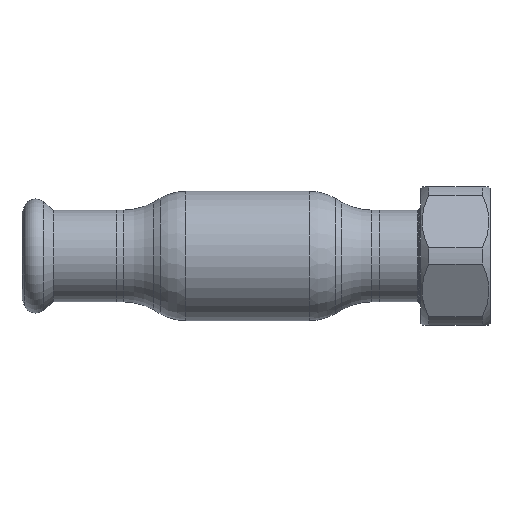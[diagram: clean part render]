
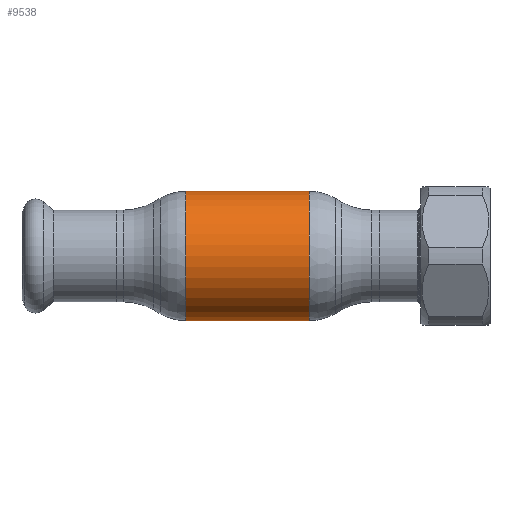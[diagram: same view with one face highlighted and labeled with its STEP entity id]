
A CAD part, front view. The second image highlights one B-rep face of the part: STEP entity #9538.
In plain terms, the highlighted cylindrical face has radius 15 mm (diameter 30 mm), a partial arc.
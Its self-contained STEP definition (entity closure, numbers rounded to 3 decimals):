
#1999 = EDGE_CURVE ( 'NONE', #39835, #10206, #51561, .T. ) ;
#3329 = CARTESIAN_POINT ( 'NONE',  ( -14.285, 0., -15. ) ) ;
#4164 = ORIENTED_EDGE ( 'NONE', *, *, #32845, .T. ) ;
#6049 = CIRCLE ( 'NONE', #58024, 15. ) ;
#6652 = CARTESIAN_POINT ( 'NONE',  ( -62.69, 0., -15. ) ) ;
#7667 = DIRECTION ( 'NONE',  ( -1., 0., 0. ) ) ;
#9244 = AXIS2_PLACEMENT_3D ( 'NONE', #34201, #14960, #29081 ) ;
#9477 = VERTEX_POINT ( 'NONE', #46684 ) ;
#9538 = ADVANCED_FACE ( 'NONE', ( #46992 ), #47294, .T. ) ;
#9661 = DIRECTION ( 'NONE',  ( 0., 0., 1. ) ) ;
#10206 = VERTEX_POINT ( 'NONE', #52011 ) ;
#10263 = DIRECTION ( 'NONE',  ( -1., 0., 0. ) ) ;
#10799 = ORIENTED_EDGE ( 'NONE', *, *, #18944, .F. ) ;
#12796 = CARTESIAN_POINT ( 'NONE',  ( -62.69, 0., 15. ) ) ;
#14960 = DIRECTION ( 'NONE',  ( -1., 0., 0. ) ) ;
#16660 = DIRECTION ( 'NONE',  ( 0., 0., 1. ) ) ;
#18944 = EDGE_CURVE ( 'NONE', #39835, #49726, #52776, .T. ) ;
#21770 = DIRECTION ( 'NONE',  ( -1., 0., 0. ) ) ;
#22935 = VECTOR ( 'NONE', #7667, 1000. ) ;
#25671 = CARTESIAN_POINT ( 'NONE',  ( -14.285, 0., 0. ) ) ;
#29081 = DIRECTION ( 'NONE',  ( 0., 0., 1. ) ) ;
#32845 = EDGE_CURVE ( 'NONE', #10206, #9477, #54075, .T. ) ;
#33365 = EDGE_LOOP ( 'NONE', ( #10799, #55624, #4164, #51247 ) ) ;
#34201 = CARTESIAN_POINT ( 'NONE',  ( 14.285, 0., 0. ) ) ;
#34961 = DIRECTION ( 'NONE',  ( -1., 0., 0. ) ) ;
#39835 = VERTEX_POINT ( 'NONE', #41115 ) ;
#41115 = CARTESIAN_POINT ( 'NONE',  ( 14.285, 0., -15. ) ) ;
#43208 = VECTOR ( 'NONE', #34961, 1000. ) ;
#44594 = AXIS2_PLACEMENT_3D ( 'NONE', #51516, #10263, #9661 ) ;
#46684 = CARTESIAN_POINT ( 'NONE',  ( -14.285, 0., 15. ) ) ;
#46992 = FACE_OUTER_BOUND ( 'NONE', #33365, .T. ) ;
#47294 = CYLINDRICAL_SURFACE ( 'NONE', #44594, 15. ) ;
#49726 = VERTEX_POINT ( 'NONE', #3329 ) ;
#51247 = ORIENTED_EDGE ( 'NONE', *, *, #55835, .F. ) ;
#51516 = CARTESIAN_POINT ( 'NONE',  ( -62.69, 0., 0. ) ) ;
#51561 = CIRCLE ( 'NONE', #9244, 15. ) ;
#52011 = CARTESIAN_POINT ( 'NONE',  ( 14.285, 0., 15. ) ) ;
#52776 = LINE ( 'NONE', #6652, #43208 ) ;
#54075 = LINE ( 'NONE', #12796, #22935 ) ;
#55624 = ORIENTED_EDGE ( 'NONE', *, *, #1999, .T. ) ;
#55835 = EDGE_CURVE ( 'NONE', #49726, #9477, #6049, .T. ) ;
#58024 = AXIS2_PLACEMENT_3D ( 'NONE', #25671, #21770, #16660 ) ;
